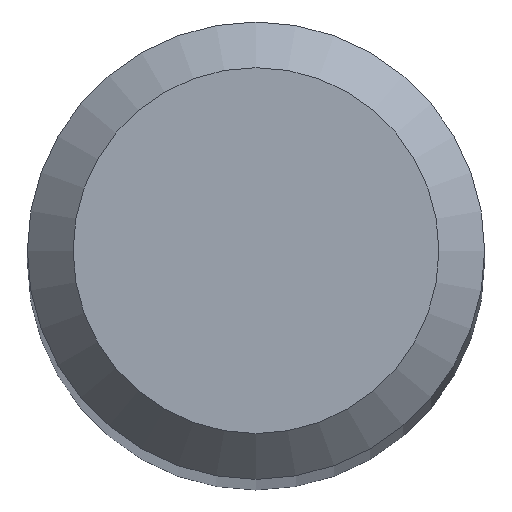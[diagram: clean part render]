
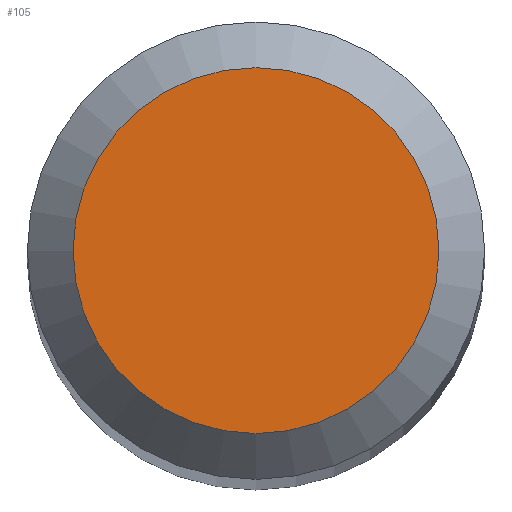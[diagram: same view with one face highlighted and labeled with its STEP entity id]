
A CAD part, top view. The second image highlights one B-rep face of the part: STEP entity #105.
In plain terms, the highlighted planar face has unit normal (0, 0, 1).
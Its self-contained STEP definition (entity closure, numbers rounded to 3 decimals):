
#40 = DIRECTION ( 'NONE',  ( 0., 1., 0. ) ) ;
#60 = CIRCLE ( 'NONE', #141, 0.6 ) ;
#61 = FACE_OUTER_BOUND ( 'NONE', #232, .T. ) ;
#87 = DIRECTION ( 'NONE',  ( 0., 0., -1. ) ) ;
#105 = ADVANCED_FACE ( 'NONE', ( #61 ), #152, .F. ) ;
#116 = CARTESIAN_POINT ( 'NONE',  ( 0., 0.6, 30. ) ) ;
#141 = AXIS2_PLACEMENT_3D ( 'NONE', #243, #204, #40 ) ;
#152 = PLANE ( 'NONE',  #189 ) ;
#158 = ORIENTED_EDGE ( 'NONE', *, *, #181, .F. ) ;
#167 = DIRECTION ( 'NONE',  ( 0., 1., 0. ) ) ;
#170 = VERTEX_POINT ( 'NONE', #116 ) ;
#181 = EDGE_CURVE ( 'NONE', #170, #170, #60, .T. ) ;
#189 = AXIS2_PLACEMENT_3D ( 'NONE', #201, #87, #167 ) ;
#201 = CARTESIAN_POINT ( 'NONE',  ( 0., 0., 30. ) ) ;
#204 = DIRECTION ( 'NONE',  ( 0., 0., -1. ) ) ;
#232 = EDGE_LOOP ( 'NONE', ( #158 ) ) ;
#243 = CARTESIAN_POINT ( 'NONE',  ( 0., 0., 30. ) ) ;
